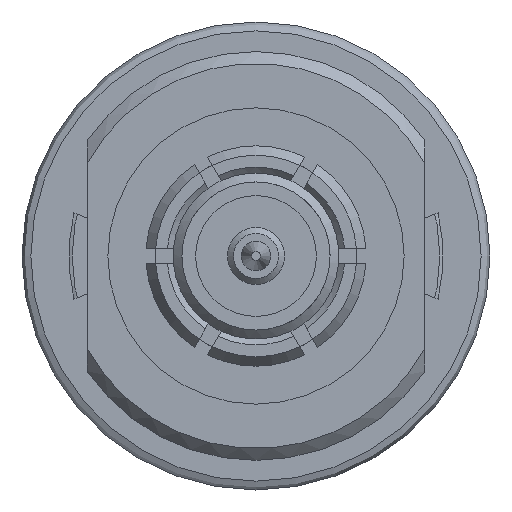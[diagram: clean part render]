
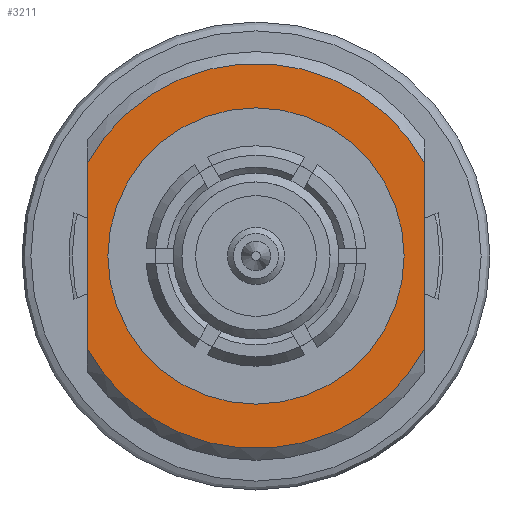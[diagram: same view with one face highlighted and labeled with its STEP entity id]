
A CAD part, front view. The second image highlights one B-rep face of the part: STEP entity #3211.
In plain terms, the highlighted planar face has unit normal (0, -1, 0).
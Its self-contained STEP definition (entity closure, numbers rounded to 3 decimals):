
#207=PLANE('',#4683);
#338=LINE('',#6214,#508);
#340=LINE('',#6229,#510);
#508=VECTOR('',#5238,1000.);
#510=VECTOR('',#5246,1000.);
#858=ORIENTED_EDGE('',*,*,#1684,.F.);
#859=ORIENTED_EDGE('',*,*,#1683,.T.);
#860=ORIENTED_EDGE('',*,*,#1680,.T.);
#861=ORIENTED_EDGE('',*,*,#1678,.T.);
#862=ORIENTED_EDGE('',*,*,#1675,.T.);
#1675=EDGE_CURVE('',#2113,#2112,#338,.T.);
#1678=EDGE_CURVE('',#2114,#2113,#2403,.T.);
#1680=EDGE_CURVE('',#2115,#2114,#340,.T.);
#1683=EDGE_CURVE('',#2112,#2115,#2404,.T.);
#1684=EDGE_CURVE('',#2116,#2116,#2405,.T.);
#2112=VERTEX_POINT('',#6213);
#2113=VERTEX_POINT('',#6215);
#2114=VERTEX_POINT('',#6223);
#2115=VERTEX_POINT('',#6230);
#2116=VERTEX_POINT('',#6240);
#2403=CIRCLE('',#4679,3.25);
#2404=CIRCLE('',#4682,3.25);
#2405=CIRCLE('',#4684,2.3);
#2603=EDGE_LOOP('',(#858));
#2604=EDGE_LOOP('',(#859,#860,#861,#862));
#2876=FACE_BOUND('',#2603,.T.);
#2877=FACE_BOUND('',#2604,.T.);
#3211=ADVANCED_FACE('',(#2876,#2877),#207,.T.);
#4679=AXIS2_PLACEMENT_3D('',#6222,#5242,#5243);
#4682=AXIS2_PLACEMENT_3D('',#6237,#5250,#5251);
#4683=AXIS2_PLACEMENT_3D('',#6238,#5252,#5253);
#4684=AXIS2_PLACEMENT_3D('',#6239,#5254,#5255);
#5238=DIRECTION('',(0.,0.,1.));
#5242=DIRECTION('',(0.,-1.,0.));
#5243=DIRECTION('',(1.,0.,0.));
#5246=DIRECTION('',(0.,0.,-1.));
#5250=DIRECTION('',(0.,-1.,0.));
#5251=DIRECTION('',(1.,0.,0.));
#5252=DIRECTION('',(0.,-1.,0.));
#5253=DIRECTION('',(1.,0.,0.));
#5254=DIRECTION('',(0.,-1.,0.));
#5255=DIRECTION('',(1.,0.,0.));
#6213=CARTESIAN_POINT('',(2.85,66.475,1.562));
#6214=CARTESIAN_POINT('',(2.85,66.475,-1.944));
#6215=CARTESIAN_POINT('',(2.85,66.475,-1.562));
#6222=CARTESIAN_POINT('',(0.,66.475,0.));
#6223=CARTESIAN_POINT('',(-2.85,66.475,-1.562));
#6229=CARTESIAN_POINT('',(-2.85,66.475,1.944));
#6230=CARTESIAN_POINT('',(-2.85,66.475,1.562));
#6237=CARTESIAN_POINT('',(0.,66.475,0.));
#6238=CARTESIAN_POINT('',(0.,66.475,0.));
#6239=CARTESIAN_POINT('',(0.,66.475,0.));
#6240=CARTESIAN_POINT('',(2.3,66.475,0.));
